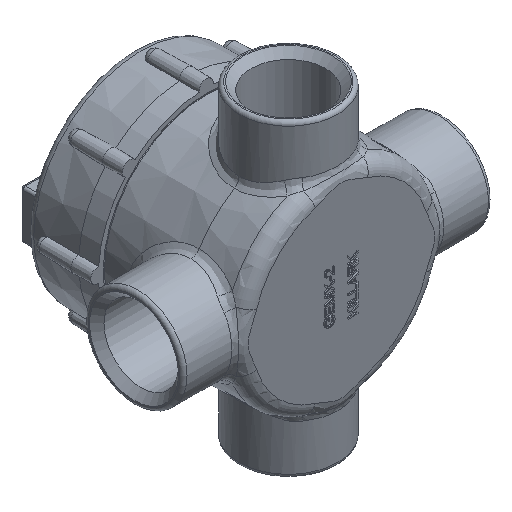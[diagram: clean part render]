
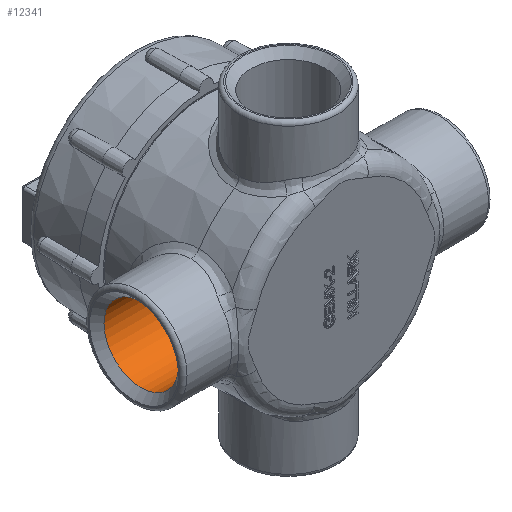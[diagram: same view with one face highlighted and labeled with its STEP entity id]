
A CAD part, isometric view. The second image highlights one B-rep face of the part: STEP entity #12341.
In plain terms, the highlighted cylindrical face has radius 12.255 mm (diameter 24.511 mm), a full revolution.
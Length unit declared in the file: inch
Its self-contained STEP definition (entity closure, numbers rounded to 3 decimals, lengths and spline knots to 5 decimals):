
#346=CYLINDRICAL_SURFACE('',#13128,0.4825);
#1336=FACE_OUTER_BOUND('',#2102,.T.);
#2102=EDGE_LOOP('',(#10741,#10742,#10743,#10744,#10745,#10746));
#2980=LINE('',#27481,#3890);
#3890=VECTOR('',#15166,0.4825);
#4816=CIRCLE('',#12792,0.4825);
#4817=CIRCLE('',#12793,0.4825);
#4912=CIRCLE('',#13126,0.4825);
#4913=CIRCLE('',#13127,0.4825);
#5552=VERTEX_POINT('',#21788);
#5553=VERTEX_POINT('',#21789);
#5896=VERTEX_POINT('',#27476);
#5897=VERTEX_POINT('',#27477);
#6818=EDGE_CURVE('',#5552,#5553,#4816,.T.);
#6819=EDGE_CURVE('',#5553,#5552,#4817,.T.);
#7560=EDGE_CURVE('',#5896,#5897,#4912,.T.);
#7561=EDGE_CURVE('',#5897,#5896,#4913,.T.);
#7562=EDGE_CURVE('',#5552,#5897,#2980,.T.);
#10741=ORIENTED_EDGE('',*,*,#6818,.T.);
#10742=ORIENTED_EDGE('',*,*,#6819,.T.);
#10743=ORIENTED_EDGE('',*,*,#7562,.T.);
#10744=ORIENTED_EDGE('',*,*,#7561,.T.);
#10745=ORIENTED_EDGE('',*,*,#7560,.T.);
#10746=ORIENTED_EDGE('',*,*,#7562,.F.);
#12341=ADVANCED_FACE('',(#1336),#346,.F.);
#12792=AXIS2_PLACEMENT_3D('',#21790,#14032,#14033);
#12793=AXIS2_PLACEMENT_3D('',#21791,#14034,#14035);
#13126=AXIS2_PLACEMENT_3D('',#27478,#15160,#15161);
#13127=AXIS2_PLACEMENT_3D('',#27479,#15162,#15163);
#13128=AXIS2_PLACEMENT_3D('',#27480,#15164,#15165);
#14032=DIRECTION('center_axis',(-1.,0.,0.));
#14033=DIRECTION('ref_axis',(0.,0.,1.));
#14034=DIRECTION('center_axis',(-1.,0.,0.));
#14035=DIRECTION('ref_axis',(0.,0.,1.));
#15160=DIRECTION('center_axis',(1.,0.,0.));
#15161=DIRECTION('ref_axis',(0.,0.,-1.));
#15162=DIRECTION('center_axis',(1.,0.,0.));
#15163=DIRECTION('ref_axis',(0.,0.,-1.));
#15164=DIRECTION('center_axis',(1.,0.,0.));
#15165=DIRECTION('ref_axis',(0.,0.,-1.));
#15166=DIRECTION('',(1.,0.,0.));
#21788=CARTESIAN_POINT('',(-1.90622,0.6875,0.4825));
#21789=CARTESIAN_POINT('',(-1.90622,0.6875,-0.4825));
#21790=CARTESIAN_POINT('Origin',(-1.90622,0.6875,0.));
#21791=CARTESIAN_POINT('Origin',(-1.90622,0.6875,0.));
#27476=CARTESIAN_POINT('',(-1.125,0.6875,-0.4825));
#27477=CARTESIAN_POINT('',(-1.125,0.6875,0.4825));
#27478=CARTESIAN_POINT('Origin',(-1.125,0.6875,0.));
#27479=CARTESIAN_POINT('Origin',(-1.125,0.6875,0.));
#27480=CARTESIAN_POINT('Origin',(-2.,0.6875,0.));
#27481=CARTESIAN_POINT('',(-2.,0.6875,0.4825));
